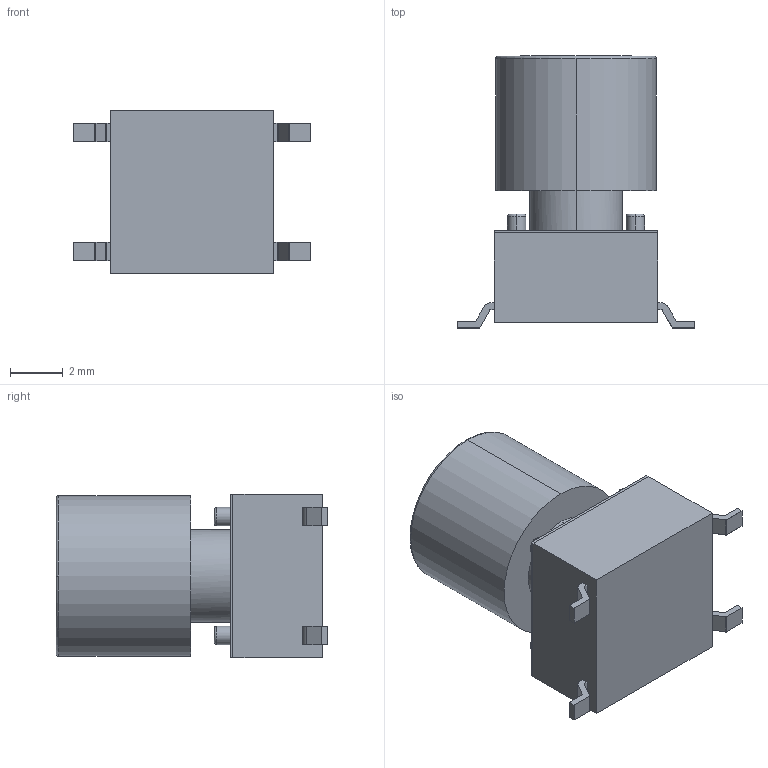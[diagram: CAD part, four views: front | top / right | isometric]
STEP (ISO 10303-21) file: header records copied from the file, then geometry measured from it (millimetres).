
FILE_DESCRIPTION (( 'STEP AP214' ), '1' );
FILE_NAME ('ADTSM6.STEP', '2023-12-13T09:15:20', ( '' ), ( '' ), 'SwSTEP 2.0', 'SolidWorks 2020', '' );
FILE_SCHEMA (( 'AUTOMOTIVE_DESIGN' ));
Length unit declared in the file: millimetre
Products named in the file (1): ADTSM6
Bounding box: 9 x 10.3 x 6.2 mm (x, y, z)
Surface area: 414.3 mm2 (no closed solid volume)
Topology: 0 solids, 8 shells, 99 faces, 233 edges, 154 vertices
Faces by surface type: plane 62, cylinder 27, torus 10
Entity records: 3452 total; most frequent: CARTESIAN_POINT 1422, ORIENTED_EDGE 456, EDGE_CURVE 233, DIRECTION 222, B_SPLINE_CURVE_WITH_KNOTS 221, VERTEX_POINT 154, AXIS2_PLACEMENT_3D 110, EDGE_LOOP 106
